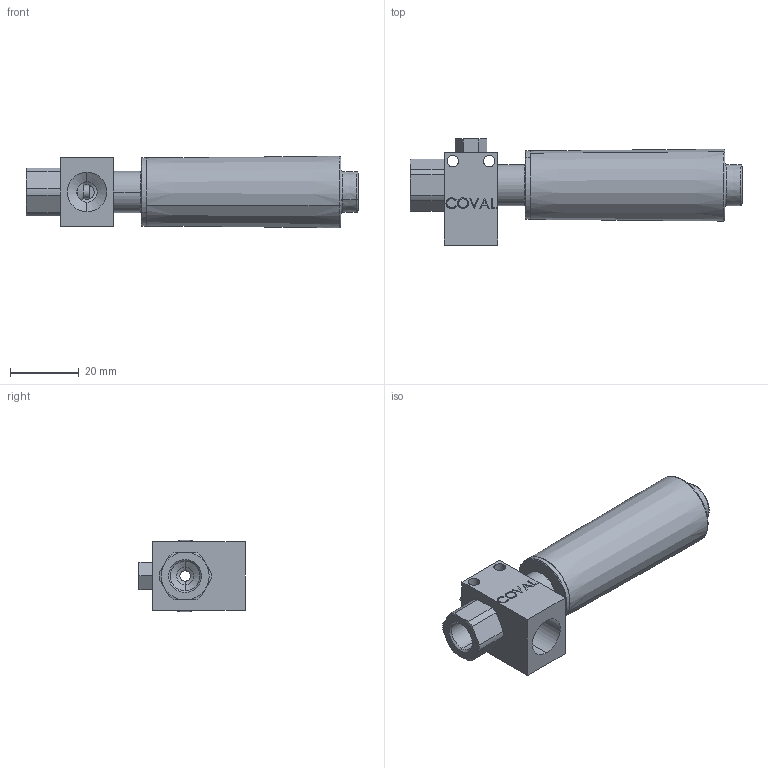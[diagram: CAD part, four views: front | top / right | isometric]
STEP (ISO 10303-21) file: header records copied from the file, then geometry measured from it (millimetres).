
FILE_DESCRIPTION(('STEP AP214'),'1');
FILE_NAME('COVAL_GVR10K.stp','2017-12-27T16:06:15',('TraceParts'),('TraceParts S.A.'),'Spatial InterOp 3D',' ',' ');
FILE_SCHEMA(('automotive_design'));
Length unit declared in the file: millimetre
Products named in the file (1): COVAL_GVR10K
Bounding box: 96.9 x 31 x 20.97 mm (x, y, z)
Volume: 26068.5 mm3; surface area: 20627.2 mm2
Topology: 11 solids, 11 shells, 326 faces, 736 edges, 458 vertices
Faces by surface type: plane 116, cylinder 76, torus 60, cone 38, bspline 36
Entity records: 15584 total; most frequent: CARTESIAN_POINT 5559, DIRECTION 1536, ORIENTED_EDGE 1472, EDGE_CURVE 736, AXIS2_PLACEMENT_3D 597, VERTEX_POINT 458, EDGE_LOOP 380, LINE 342
